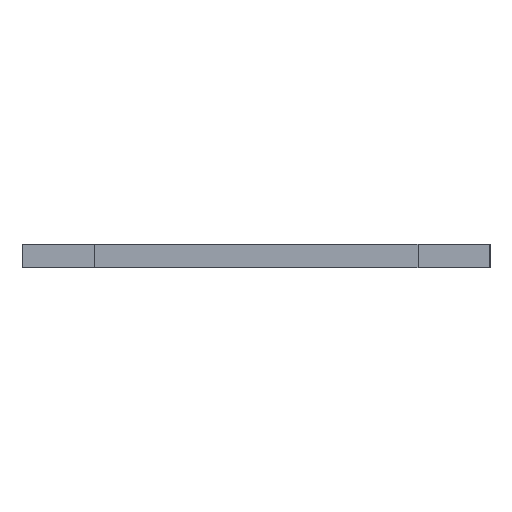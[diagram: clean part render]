
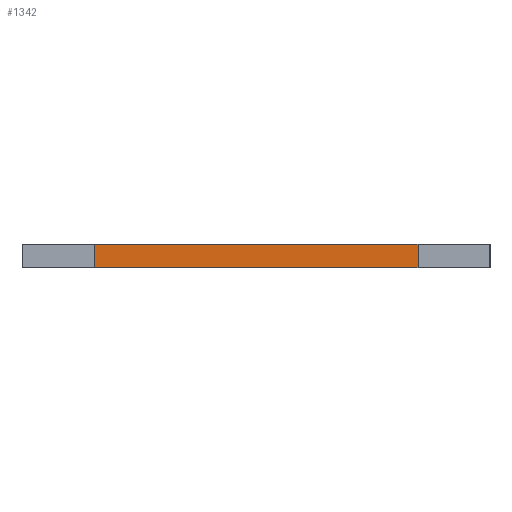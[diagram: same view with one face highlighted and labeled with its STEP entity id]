
A CAD part, left-side view. The second image highlights one B-rep face of the part: STEP entity #1342.
In plain terms, the highlighted planar face has unit normal (-1, 0, 0).
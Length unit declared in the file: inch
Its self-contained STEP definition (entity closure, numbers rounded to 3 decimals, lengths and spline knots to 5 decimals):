
#89 = VECTOR ( 'NONE', #442, 39.37008 ) ;
#92 = LINE ( 'NONE', #345, #89 ) ;
#124 = EDGE_CURVE ( 'NONE', #1214, #936, #361, .T. ) ;
#130 = CARTESIAN_POINT ( 'NONE',  ( -3.2625, -1.125, 0.16 ) ) ;
#216 = CARTESIAN_POINT ( 'NONE',  ( -3.2625, 1.125, 0.16 ) ) ;
#240 = VECTOR ( 'NONE', #901, 39.37008 ) ;
#241 = LINE ( 'NONE', #216, #240 ) ;
#296 = CARTESIAN_POINT ( 'NONE',  ( -3.2625, 1.125, 0.16 ) ) ;
#327 = CARTESIAN_POINT ( 'NONE',  ( -3.2625, 1.125, 0. ) ) ;
#345 = CARTESIAN_POINT ( 'NONE',  ( -3.2625, 1.125, 0.16 ) ) ;
#355 = VECTOR ( 'NONE', #910, 39.37008 ) ;
#361 = LINE ( 'NONE', #327, #355 ) ;
#365 = CARTESIAN_POINT ( 'NONE',  ( -3.2625, -1.125, 0.16 ) ) ;
#388 = DIRECTION ( 'NONE',  ( 0., 0., -1. ) ) ;
#442 = DIRECTION ( 'NONE',  ( 0., 0., -1. ) ) ;
#461 = EDGE_CURVE ( 'NONE', #971, #1140, #241, .T. ) ;
#471 = CARTESIAN_POINT ( 'NONE',  ( -3.2625, 1.125, 0. ) ) ;
#635 = CARTESIAN_POINT ( 'NONE',  ( -3.2625, 1.125, 0.16 ) ) ;
#785 = PLANE ( 'NONE',  #1083 ) ;
#810 = EDGE_CURVE ( 'NONE', #971, #1214, #92, .T. ) ;
#816 = EDGE_LOOP ( 'NONE', ( #888, #900, #907, #912 ) ) ;
#888 = ORIENTED_EDGE ( 'NONE', *, *, #124, .T. ) ;
#900 = ORIENTED_EDGE ( 'NONE', *, *, #1098, .F. ) ;
#901 = DIRECTION ( 'NONE',  ( 0., -1., 0. ) ) ;
#907 = ORIENTED_EDGE ( 'NONE', *, *, #461, .F. ) ;
#910 = DIRECTION ( 'NONE',  ( 0., -1., 0. ) ) ;
#912 = ORIENTED_EDGE ( 'NONE', *, *, #810, .T. ) ;
#936 = VERTEX_POINT ( 'NONE', #944 ) ;
#944 = CARTESIAN_POINT ( 'NONE',  ( -3.2625, -1.125, 0. ) ) ;
#971 = VERTEX_POINT ( 'NONE', #635 ) ;
#990 = DIRECTION ( 'NONE',  ( 1., 0., 0. ) ) ;
#1083 = AXIS2_PLACEMENT_3D ( 'NONE', #296, #990, #388 ) ;
#1098 = EDGE_CURVE ( 'NONE', #1140, #936, #1197, .T. ) ;
#1106 = FACE_OUTER_BOUND ( 'NONE', #816, .T. ) ;
#1140 = VERTEX_POINT ( 'NONE', #365 ) ;
#1195 = VECTOR ( 'NONE', #1302, 39.37008 ) ;
#1197 = LINE ( 'NONE', #130, #1195 ) ;
#1214 = VERTEX_POINT ( 'NONE', #471 ) ;
#1302 = DIRECTION ( 'NONE',  ( 0., 0., -1. ) ) ;
#1342 = ADVANCED_FACE ( 'NONE', ( #1106 ), #785, .F. ) ;
